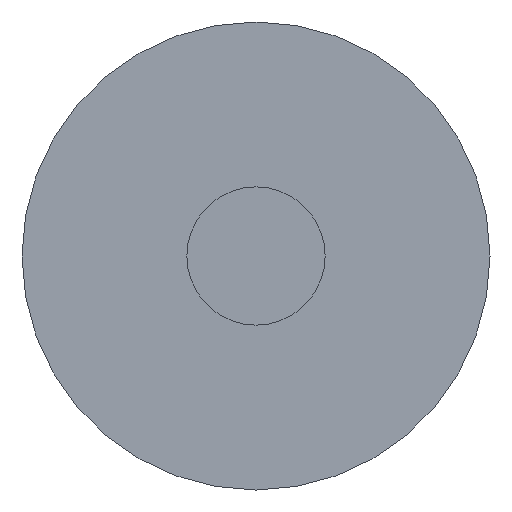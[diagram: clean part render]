
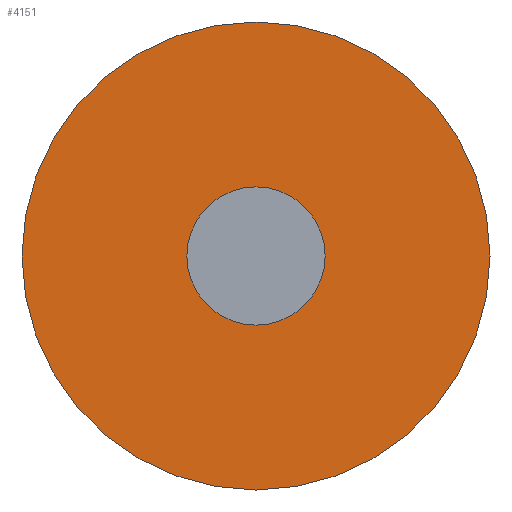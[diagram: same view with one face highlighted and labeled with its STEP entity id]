
A CAD part, left-side view. The second image highlights one B-rep face of the part: STEP entity #4151.
In plain terms, the highlighted planar face has unit normal (-1, 0, 0).
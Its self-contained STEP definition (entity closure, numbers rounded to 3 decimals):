
#41 = DIRECTION ( 'NONE',  ( 0., 0., 1. ) ) ;
#123 = EDGE_CURVE ( 'NONE', #5564, #511, #5353, .T. ) ;
#170 = CARTESIAN_POINT ( 'NONE',  ( -14.25, 0., 10.75 ) ) ;
#196 = CIRCLE ( 'NONE', #965, 3.175 ) ;
#239 = CARTESIAN_POINT ( 'NONE',  ( -14.25, 0., 0. ) ) ;
#456 = ORIENTED_EDGE ( 'NONE', *, *, #4881, .F. ) ;
#511 = VERTEX_POINT ( 'NONE', #1256 ) ;
#880 = DIRECTION ( 'NONE',  ( -1., 0., 0. ) ) ;
#965 = AXIS2_PLACEMENT_3D ( 'NONE', #2421, #880, #3084 ) ;
#1231 = PLANE ( 'NONE',  #4529 ) ;
#1256 = CARTESIAN_POINT ( 'NONE',  ( -14.25, 0., -10.75 ) ) ;
#1293 = CARTESIAN_POINT ( 'NONE',  ( -14.25, 0., 0. ) ) ;
#1680 = CIRCLE ( 'NONE', #2671, 3.175 ) ;
#1727 = AXIS2_PLACEMENT_3D ( 'NONE', #239, #6583, #1853 ) ;
#1853 = DIRECTION ( 'NONE',  ( 0., 0., 1. ) ) ;
#2000 = ORIENTED_EDGE ( 'NONE', *, *, #123, .T. ) ;
#2006 = EDGE_CURVE ( 'NONE', #2097, #3125, #196, .T. ) ;
#2090 = ORIENTED_EDGE ( 'NONE', *, *, #2006, .F. ) ;
#2097 = VERTEX_POINT ( 'NONE', #2423 ) ;
#2228 = ORIENTED_EDGE ( 'NONE', *, *, #4451, .T. ) ;
#2421 = CARTESIAN_POINT ( 'NONE',  ( -14.25, 0., 0. ) ) ;
#2423 = CARTESIAN_POINT ( 'NONE',  ( -14.25, 0., 3.175 ) ) ;
#2523 = DIRECTION ( 'NONE',  ( -1., 0., 0. ) ) ;
#2671 = AXIS2_PLACEMENT_3D ( 'NONE', #4992, #3928, #6131 ) ;
#3084 = DIRECTION ( 'NONE',  ( 0., 0., 1. ) ) ;
#3125 = VERTEX_POINT ( 'NONE', #5550 ) ;
#3253 = DIRECTION ( 'NONE',  ( -1., 0., 0. ) ) ;
#3386 = DIRECTION ( 'NONE',  ( 0., 0., 1. ) ) ;
#3928 = DIRECTION ( 'NONE',  ( -1., 0., 0. ) ) ;
#4151 = ADVANCED_FACE ( 'NONE', ( #4323, #4840 ), #1231, .T. ) ;
#4323 = FACE_BOUND ( 'NONE', #6826, .T. ) ;
#4451 = EDGE_CURVE ( 'NONE', #511, #5564, #6394, .T. ) ;
#4529 = AXIS2_PLACEMENT_3D ( 'NONE', #1293, #3253, #3386 ) ;
#4840 = FACE_OUTER_BOUND ( 'NONE', #5737, .T. ) ;
#4881 = EDGE_CURVE ( 'NONE', #3125, #2097, #1680, .T. ) ;
#4992 = CARTESIAN_POINT ( 'NONE',  ( -14.25, 0., 0. ) ) ;
#5353 = CIRCLE ( 'NONE', #1727, 10.75 ) ;
#5550 = CARTESIAN_POINT ( 'NONE',  ( -14.25, 0., -3.175 ) ) ;
#5564 = VERTEX_POINT ( 'NONE', #170 ) ;
#5737 = EDGE_LOOP ( 'NONE', ( #2228, #2000 ) ) ;
#5787 = CARTESIAN_POINT ( 'NONE',  ( -14.25, 0., 0. ) ) ;
#5833 = AXIS2_PLACEMENT_3D ( 'NONE', #5787, #2523, #41 ) ;
#6131 = DIRECTION ( 'NONE',  ( 0., 0., 1. ) ) ;
#6394 = CIRCLE ( 'NONE', #5833, 10.75 ) ;
#6583 = DIRECTION ( 'NONE',  ( -1., 0., 0. ) ) ;
#6826 = EDGE_LOOP ( 'NONE', ( #456, #2090 ) ) ;
